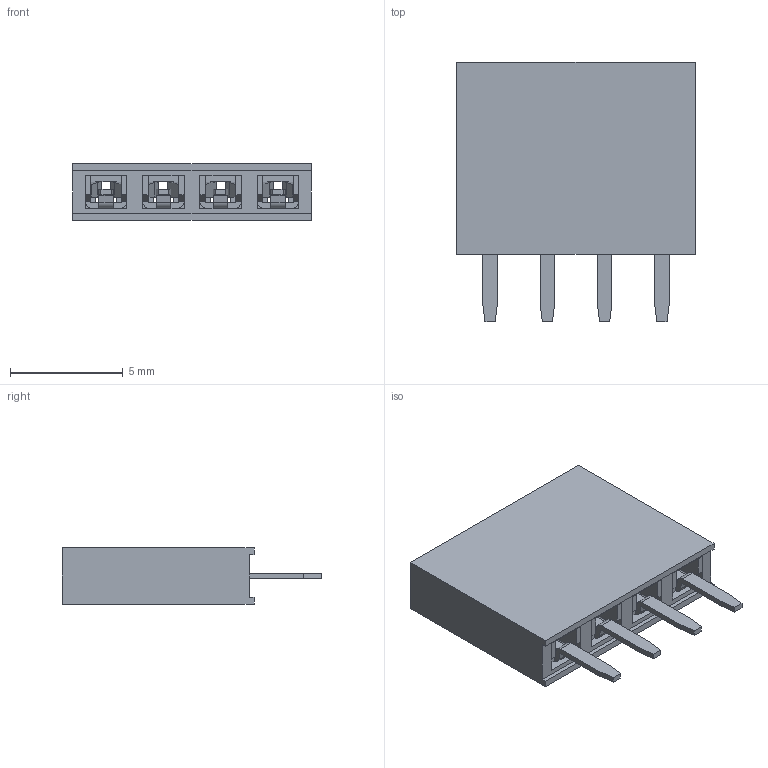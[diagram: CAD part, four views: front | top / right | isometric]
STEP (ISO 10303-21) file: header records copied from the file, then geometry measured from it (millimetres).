
FILE_DESCRIPTION(('STEP AP242'),'1');
FILE_NAME('m20-7820442.stp','2023-08-31T06:54:46',('TraceParts'),('TraceParts S.A.'),'Spatial InterOp 3D',' ',' ');
FILE_SCHEMA(('AP242_MANAGED_MODEL_BASED_3D_ENGINEERING_MIM_LF {1 0 10303 442 1 1 4}'));
Length unit declared in the file: millimetre
Products named in the file (1): m20-7820442_1
Bounding box: 10.56 x 11.5 x 2.5 mm (x, y, z)
Volume: 166.1 mm3; surface area: 639.2 mm2
Topology: 5 solids, 5 shells, 422 faces, 1108 edges, 704 vertices
Faces by surface type: plane 334, cylinder 88
Entity records: 13868 total; most frequent: CARTESIAN_POINT 2239, ORIENTED_EDGE 2216, DIRECTION 2138, EDGE_CURVE 1108, LINE 932, VECTOR 932, VERTEX_POINT 704, AXIS2_PLACEMENT_3D 603
